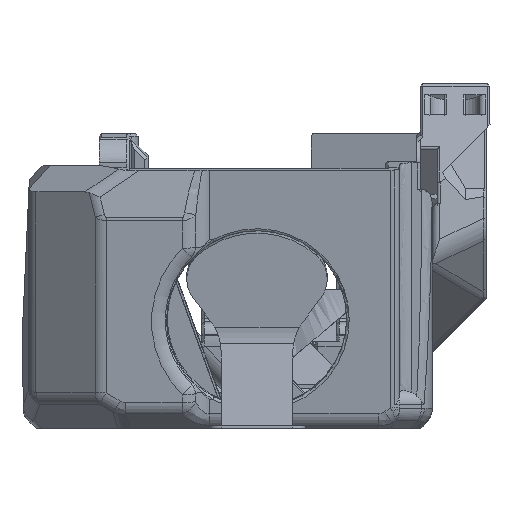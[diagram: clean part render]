
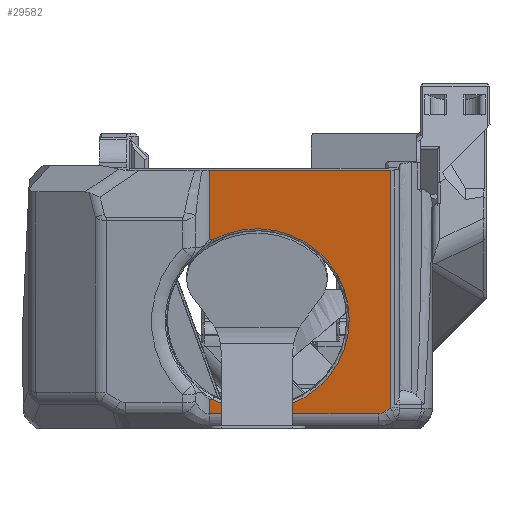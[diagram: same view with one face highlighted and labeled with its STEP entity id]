
A CAD part, left-side view. The second image highlights one B-rep face of the part: STEP entity #29582.
In plain terms, the highlighted planar face has unit normal (-0.985, 0, -0.174).
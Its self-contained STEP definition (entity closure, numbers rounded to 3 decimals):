
#296=CIRCLE('',#31013,14.4);
#2097=B_SPLINE_CURVE_WITH_KNOTS('',3,(#51872,#51873,#51874,#51875),
 .UNSPECIFIED.,.F.,.F.,(4,4),(0.001,0.001),
 .UNSPECIFIED.);
#2119=B_SPLINE_CURVE_WITH_KNOTS('',3,(#52403,#52404,#52405,#52406),
 .UNSPECIFIED.,.F.,.F.,(4,4),(0.001,0.001),
 .UNSPECIFIED.);
#2623=ELLIPSE('',#31801,3.203,2.);
#6970=ORIENTED_EDGE('',*,*,#14037,.T.);
#6971=ORIENTED_EDGE('',*,*,#12647,.T.);
#6972=ORIENTED_EDGE('',*,*,#14224,.T.);
#6973=ORIENTED_EDGE('',*,*,#14225,.T.);
#6974=ORIENTED_EDGE('',*,*,#14226,.T.);
#6975=ORIENTED_EDGE('',*,*,#14227,.F.);
#6976=ORIENTED_EDGE('',*,*,#14228,.F.);
#6977=ORIENTED_EDGE('',*,*,#14229,.F.);
#6978=ORIENTED_EDGE('',*,*,#14020,.F.);
#6979=ORIENTED_EDGE('',*,*,#14035,.T.);
#12647=EDGE_CURVE('',#16860,#16861,#296,.T.);
#14020=EDGE_CURVE('',#17802,#17803,#20230,.T.);
#14035=EDGE_CURVE('',#17802,#17812,#20238,.F.);
#14037=EDGE_CURVE('',#17812,#16860,#2097,.F.);
#14224=EDGE_CURVE('',#16861,#17931,#2119,.T.);
#14225=EDGE_CURVE('',#17931,#17932,#20350,.F.);
#14226=EDGE_CURVE('',#17932,#17933,#20351,.T.);
#14227=EDGE_CURVE('',#17934,#17933,#2623,.F.);
#14228=EDGE_CURVE('',#17935,#17934,#20352,.T.);
#14229=EDGE_CURVE('',#17803,#17935,#20353,.F.);
#16860=VERTEX_POINT('',#45066);
#16861=VERTEX_POINT('',#45067);
#17802=VERTEX_POINT('',#51806);
#17803=VERTEX_POINT('',#51808);
#17812=VERTEX_POINT('',#51844);
#17931=VERTEX_POINT('',#52407);
#17932=VERTEX_POINT('',#52409);
#17933=VERTEX_POINT('',#52411);
#17934=VERTEX_POINT('',#52413);
#17935=VERTEX_POINT('',#52415);
#20230=LINE('',#51807,#22752);
#20238=LINE('',#51845,#22760);
#20350=LINE('',#52408,#22872);
#20351=LINE('',#52410,#22873);
#20352=LINE('',#52414,#22874);
#20353=LINE('',#52416,#22875);
#22752=VECTOR('',#36449,1000.);
#22760=VECTOR('',#36475,1000.);
#22872=VECTOR('',#36799,1000.);
#22873=VECTOR('',#36800,1000.);
#22874=VECTOR('',#36803,1000.);
#22875=VECTOR('',#36804,1000.);
#25045=EDGE_LOOP('',(#6970,#6971,#6972,#6973,#6974,#6975,#6976,#6977,#6978,
#6979));
#26892=FACE_BOUND('',#25045,.T.);
#28252=PLANE('',#31800);
#29582=ADVANCED_FACE('',(#26892),#28252,.F.);
#31013=AXIS2_PLACEMENT_3D('',#45065,#34428,#34429);
#31800=AXIS2_PLACEMENT_3D('',#52402,#36797,#36798);
#31801=AXIS2_PLACEMENT_3D('',#52412,#36801,#36802);
#34428=DIRECTION('',(0.985,0.,0.174));
#34429=DIRECTION('',(0.174,0.,-0.985));
#36449=DIRECTION('',(0.,-1.,0.));
#36475=DIRECTION('',(-0.174,0.,0.985));
#36797=DIRECTION('',(0.985,0.,0.174));
#36798=DIRECTION('',(-0.174,0.,0.985));
#36799=DIRECTION('',(-0.174,0.,0.985));
#36800=DIRECTION('',(0.,-1.,0.));
#36801=DIRECTION('',(-0.985,0.,-0.174));
#36802=DIRECTION('',(-0.165,-0.304,0.938));
#36803=DIRECTION('',(0.097,0.829,-0.551));
#36804=DIRECTION('',(-0.174,0.,0.985));
#45065=CARTESIAN_POINT('',(-30.458,4.853,16.973));
#45066=CARTESIAN_POINT('',(-32.651,11.767,29.413));
#45067=CARTESIAN_POINT('',(-28.264,11.767,4.533));
#51806=CARTESIAN_POINT('',(-34.572,12.27,40.304));
#51807=CARTESIAN_POINT('',(-34.572,24.853,40.304));
#51808=CARTESIAN_POINT('',(-34.572,-16.002,40.304));
#51844=CARTESIAN_POINT('',(-32.66,12.27,29.463));
#51845=CARTESIAN_POINT('',(-31.185,12.27,21.099));
#51872=CARTESIAN_POINT('',(-32.651,11.767,29.413));
#51873=CARTESIAN_POINT('',(-32.654,11.935,29.425));
#51874=CARTESIAN_POINT('',(-32.657,12.103,29.442));
#51875=CARTESIAN_POINT('',(-32.66,12.27,29.463));
#52402=CARTESIAN_POINT('',(-31.185,24.853,21.099));
#52403=CARTESIAN_POINT('',(-28.264,11.767,4.533));
#52404=CARTESIAN_POINT('',(-28.262,11.935,4.52));
#52405=CARTESIAN_POINT('',(-28.259,12.103,4.503));
#52406=CARTESIAN_POINT('',(-28.255,12.27,4.482));
#52407=CARTESIAN_POINT('',(-28.255,12.27,4.482));
#52408=CARTESIAN_POINT('',(-31.185,12.27,21.099));
#52409=CARTESIAN_POINT('',(-27.864,12.27,2.262));
#52410=CARTESIAN_POINT('',(-27.864,-14.655,2.262));
#52411=CARTESIAN_POINT('',(-27.864,-14.07,2.262));
#52412=CARTESIAN_POINT('',(-28.404,-14.652,5.326));
#52413=CARTESIAN_POINT('',(-27.923,-15.07,2.597));
#52414=CARTESIAN_POINT('',(-27.821,-14.199,2.018));
#52415=CARTESIAN_POINT('',(-28.032,-16.002,3.216));
#52416=CARTESIAN_POINT('',(-7.663,-16.002,-112.301));
